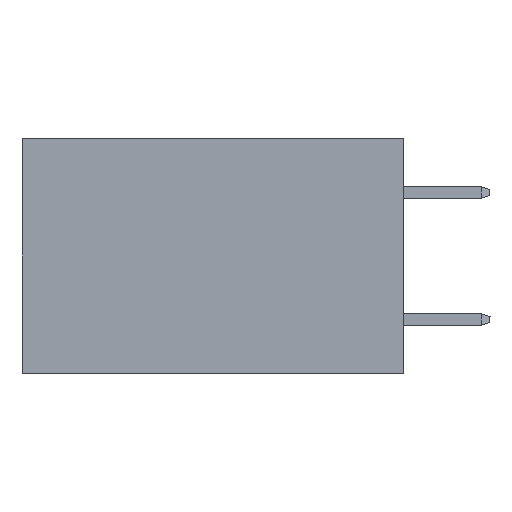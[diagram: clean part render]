
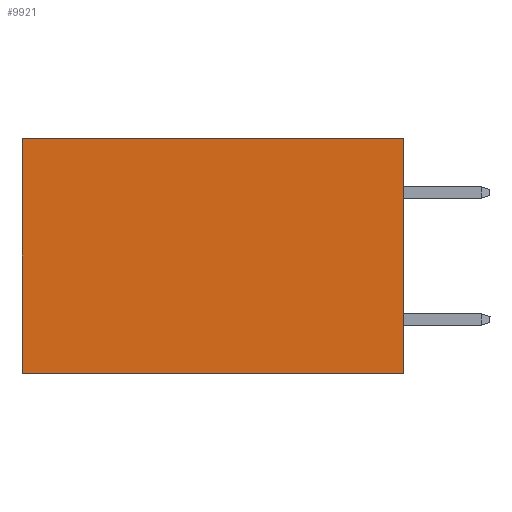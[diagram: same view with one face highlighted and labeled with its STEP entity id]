
A CAD part, left-side view. The second image highlights one B-rep face of the part: STEP entity #9921.
In plain terms, the highlighted planar face has unit normal (-1, 0, 0).
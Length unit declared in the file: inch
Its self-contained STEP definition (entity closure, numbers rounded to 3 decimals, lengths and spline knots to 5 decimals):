
#1694 = DIRECTION ( 'NONE',  ( 1., 0., 0. ) ) ;
#3359 = ORIENTED_EDGE ( 'NONE', *, *, #24646, .F. ) ;
#3369 = LINE ( 'NONE', #14513, #23549 ) ;
#4643 = VERTEX_POINT ( 'NONE', #4747 ) ;
#4747 = CARTESIAN_POINT ( 'NONE',  ( 0.2875, 0.6, 0. ) ) ;
#6370 = CARTESIAN_POINT ( 'NONE',  ( 0.2875, 0.6, -0.37 ) ) ;
#7009 = CARTESIAN_POINT ( 'NONE',  ( 0.2875, 0., 0. ) ) ;
#7145 = VECTOR ( 'NONE', #18894, 39.37008 ) ;
#8055 = EDGE_CURVE ( 'NONE', #15117, #4643, #34732, .T. ) ;
#9921 = ADVANCED_FACE ( 'NONE', ( #18668 ), #29798, .F. ) ;
#10591 = VECTOR ( 'NONE', #28748, 39.37008 ) ;
#11311 = VERTEX_POINT ( 'NONE', #15905 ) ;
#11985 = CARTESIAN_POINT ( 'NONE',  ( 0.2875, 0., 0. ) ) ;
#12127 = LINE ( 'NONE', #14162, #30298 ) ;
#14162 = CARTESIAN_POINT ( 'NONE',  ( 0.2875, 0., -0.37 ) ) ;
#14513 = CARTESIAN_POINT ( 'NONE',  ( 0.2875, 0.6, 0. ) ) ;
#15117 = VERTEX_POINT ( 'NONE', #11985 ) ;
#15905 = CARTESIAN_POINT ( 'NONE',  ( 0.2875, 0., -0.37 ) ) ;
#15944 = CARTESIAN_POINT ( 'NONE',  ( 0.2875, 0., 0. ) ) ;
#17603 = LINE ( 'NONE', #35247, #10591 ) ;
#18668 = FACE_OUTER_BOUND ( 'NONE', #21977, .T. ) ;
#18894 = DIRECTION ( 'NONE',  ( 0., 1., 0. ) ) ;
#19201 = ORIENTED_EDGE ( 'NONE', *, *, #30121, .T. ) ;
#21033 = ORIENTED_EDGE ( 'NONE', *, *, #22667, .F. ) ;
#21977 = EDGE_LOOP ( 'NONE', ( #19201, #21033, #3359, #23015 ) ) ;
#22667 = EDGE_CURVE ( 'NONE', #11311, #34108, #12127, .T. ) ;
#23015 = ORIENTED_EDGE ( 'NONE', *, *, #8055, .T. ) ;
#23549 = VECTOR ( 'NONE', #25642, 39.37008 ) ;
#24646 = EDGE_CURVE ( 'NONE', #15117, #11311, #17603, .T. ) ;
#25642 = DIRECTION ( 'NONE',  ( 0., 0., -1. ) ) ;
#28748 = DIRECTION ( 'NONE',  ( 0., 0., -1. ) ) ;
#28934 = AXIS2_PLACEMENT_3D ( 'NONE', #15944, #1694, #32350 ) ;
#29798 = PLANE ( 'NONE',  #28934 ) ;
#30121 = EDGE_CURVE ( 'NONE', #4643, #34108, #3369, .T. ) ;
#30298 = VECTOR ( 'NONE', #31285, 39.37008 ) ;
#31285 = DIRECTION ( 'NONE',  ( 0., 1., 0. ) ) ;
#32350 = DIRECTION ( 'NONE',  ( 0., 0., -1. ) ) ;
#34108 = VERTEX_POINT ( 'NONE', #6370 ) ;
#34732 = LINE ( 'NONE', #7009, #7145 ) ;
#35247 = CARTESIAN_POINT ( 'NONE',  ( 0.2875, 0., 0. ) ) ;
